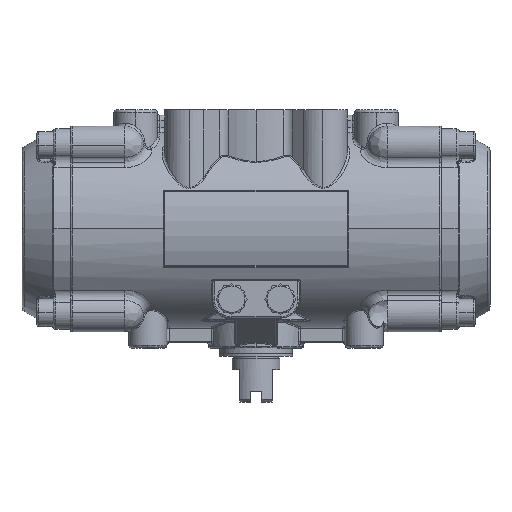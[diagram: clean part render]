
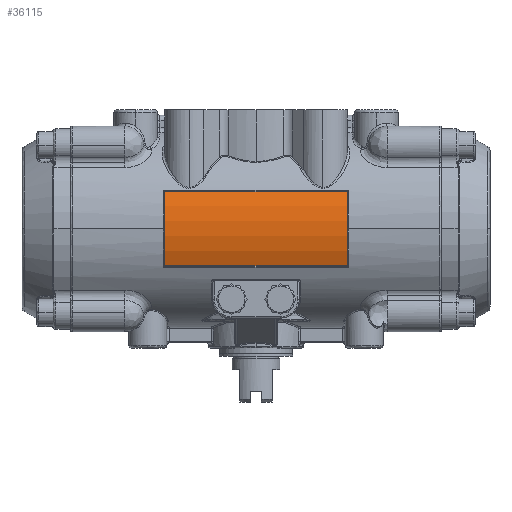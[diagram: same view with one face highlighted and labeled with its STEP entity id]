
A CAD part, top view. The second image highlights one B-rep face of the part: STEP entity #36115.
In plain terms, the highlighted cylindrical face has radius 36.2 mm (diameter 72.4 mm), a partial arc.
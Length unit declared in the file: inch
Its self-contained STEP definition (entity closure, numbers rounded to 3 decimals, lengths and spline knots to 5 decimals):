
#10578 = VERTEX_POINT ( 'NONE', #77167 ) ;
#10956 = ORIENTED_EDGE ( 'NONE', *, *, #54870, .T. ) ;
#11908 = CARTESIAN_POINT ( 'NONE',  ( -1.33858, -0.54032, 1.3188 ) ) ;
#15056 = DIRECTION ( 'NONE',  ( -1., 0., 0. ) ) ;
#16086 = AXIS2_PLACEMENT_3D ( 'NONE', #16285, #15056, #54260 ) ;
#16285 = CARTESIAN_POINT ( 'NONE',  ( 1.33071, 0., 0. ) ) ;
#16544 = DIRECTION ( 'NONE',  ( 0., 0., -1. ) ) ;
#17966 = EDGE_CURVE ( 'NONE', #10578, #42277, #65763, .T. ) ;
#25655 = AXIS2_PLACEMENT_3D ( 'NONE', #30581, #52161, #90151 ) ;
#30581 = CARTESIAN_POINT ( 'NONE',  ( -1.33071, 0., 0. ) ) ;
#36115 = ADVANCED_FACE ( 'NONE', ( #95435 ), #101292, .T. ) ;
#39911 = AXIS2_PLACEMENT_3D ( 'NONE', #120553, #63869, #16544 ) ;
#40451 = CARTESIAN_POINT ( 'NONE',  ( -1.33071, 0.54032, 1.3188 ) ) ;
#42277 = VERTEX_POINT ( 'NONE', #88349 ) ;
#44642 = ORIENTED_EDGE ( 'NONE', *, *, #55988, .T. ) ;
#46388 = LINE ( 'NONE', #74997, #113402 ) ;
#49904 = DIRECTION ( 'NONE',  ( 1., 0., 0. ) ) ;
#51934 = EDGE_LOOP ( 'NONE', ( #91722, #115001, #10956, #44642 ) ) ;
#52161 = DIRECTION ( 'NONE',  ( 1., 0., 0. ) ) ;
#54260 = DIRECTION ( 'NONE',  ( 0., 0., -1. ) ) ;
#54870 = EDGE_CURVE ( 'NONE', #118309, #72012, #79320, .T. ) ;
#55988 = EDGE_CURVE ( 'NONE', #72012, #10578, #97226, .T. ) ;
#56381 = DIRECTION ( 'NONE',  ( -1., 0., 0. ) ) ;
#63869 = DIRECTION ( 'NONE',  ( 1., 0., 0. ) ) ;
#65763 = CIRCLE ( 'NONE', #16086, 1.4252 ) ;
#66755 = EDGE_CURVE ( 'NONE', #42277, #118309, #46388, .T. ) ;
#72012 = VERTEX_POINT ( 'NONE', #98434 ) ;
#74997 = CARTESIAN_POINT ( 'NONE',  ( -1.33858, 0.54032, 1.3188 ) ) ;
#77167 = CARTESIAN_POINT ( 'NONE',  ( 1.33071, -0.54032, 1.3188 ) ) ;
#77546 = VECTOR ( 'NONE', #49904, 39.37008 ) ;
#79320 = CIRCLE ( 'NONE', #25655, 1.4252 ) ;
#88349 = CARTESIAN_POINT ( 'NONE',  ( 1.33071, 0.54032, 1.3188 ) ) ;
#90151 = DIRECTION ( 'NONE',  ( 0., 0., -1. ) ) ;
#91722 = ORIENTED_EDGE ( 'NONE', *, *, #17966, .T. ) ;
#95435 = FACE_OUTER_BOUND ( 'NONE', #51934, .T. ) ;
#97226 = LINE ( 'NONE', #11908, #77546 ) ;
#98434 = CARTESIAN_POINT ( 'NONE',  ( -1.33071, -0.54032, 1.3188 ) ) ;
#101292 = CYLINDRICAL_SURFACE ( 'NONE', #39911, 1.4252 ) ;
#113402 = VECTOR ( 'NONE', #56381, 39.37008 ) ;
#115001 = ORIENTED_EDGE ( 'NONE', *, *, #66755, .T. ) ;
#118309 = VERTEX_POINT ( 'NONE', #40451 ) ;
#120553 = CARTESIAN_POINT ( 'NONE',  ( -1.33858, 0., 0. ) ) ;
